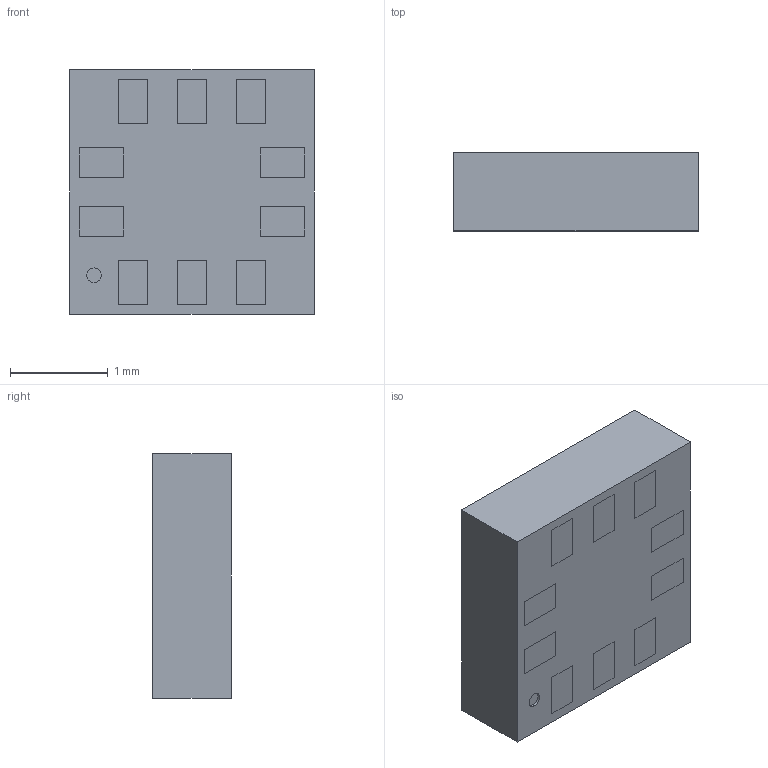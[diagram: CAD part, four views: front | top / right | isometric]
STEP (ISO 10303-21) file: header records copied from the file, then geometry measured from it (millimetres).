
FILE_DESCRIPTION (( 'STEP AP214' ), '1' );
FILE_NAME ('LPS25HBTR.STEP', '2020-08-30T02:50:29', ( '' ), ( '' ), 'SwSTEP 2.0', 'SolidWorks 2017', '' );
FILE_SCHEMA (( 'AUTOMOTIVE_DESIGN' ));
Length unit declared in the file: millimetre
Products named in the file (1): LPS25HBTR
Bounding box: 2.5 x 0.8 x 2.5 mm (x, y, z)
Volume: 5 mm3; surface area: 29.5 mm2
Topology: 14 solids, 14 shells, 161 faces, 348 edges, 232 vertices
Faces by surface type: plane 137, cylinder 24
Entity records: 6114 total; most frequent: CARTESIAN_POINT 742, DIRECTION 720, ORIENTED_EDGE 696, EDGE_CURVE 348, LINE 300, VECTOR 300, VERTEX_POINT 232, AXIS2_PLACEMENT_3D 210
